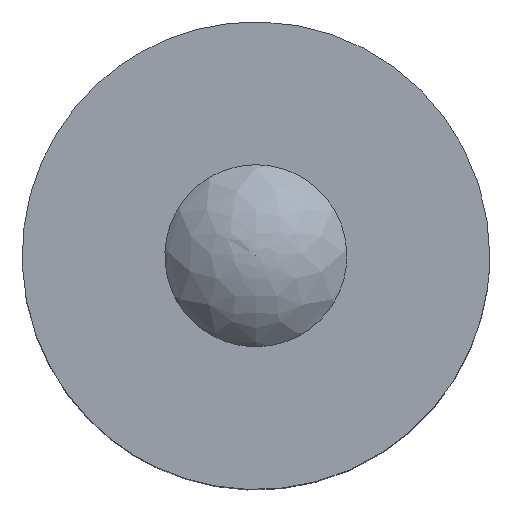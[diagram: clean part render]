
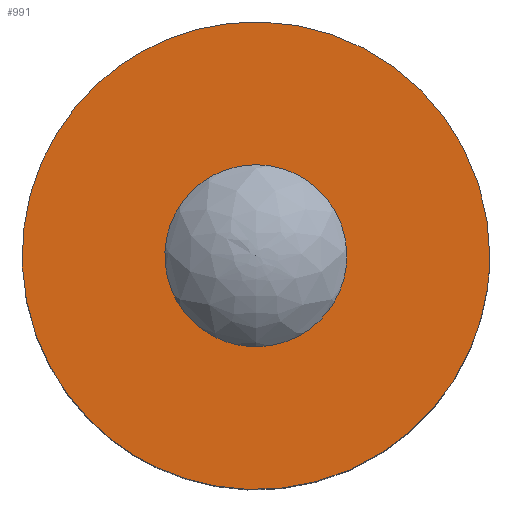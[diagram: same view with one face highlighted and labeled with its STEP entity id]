
A CAD part, top view. The second image highlights one B-rep face of the part: STEP entity #991.
In plain terms, the highlighted free-form (B-spline) face has degree [1, 1] with [2, 2] control points.
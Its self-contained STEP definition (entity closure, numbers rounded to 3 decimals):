
#926 = VERTEX_POINT('',#927);
#927 = CARTESIAN_POINT('',(5.057,-2.06,
    -0.074));
#932 = EDGE_CURVE('',#926,#926,#933,.T.);
#933 = ( BOUNDED_CURVE() B_SPLINE_CURVE(2,(#934,#935,#936,#937,#938,#939
,#940),.UNSPECIFIED.,.T.,.F.) B_SPLINE_CURVE_WITH_KNOTS((1,2,2,2,2,1),(
    -2.094,0.,2.094,4.189,6.283,
8.378),.UNSPECIFIED.) CURVE() GEOMETRIC_REPRESENTATION_ITEM() 
RATIONAL_B_SPLINE_CURVE((1.,0.5,1.,0.5,1.,0.5,1.)) REPRESENTATION_ITEM(
  '') );
#934 = CARTESIAN_POINT('',(5.057,-2.06,
    -0.074));
#935 = CARTESIAN_POINT('',(5.057,5.117,
    -0.074));
#936 = CARTESIAN_POINT('',(-1.159,1.529,
    -0.074));
#937 = CARTESIAN_POINT('',(-7.375,-2.06,
    -0.074));
#938 = CARTESIAN_POINT('',(-1.159,-5.649,
    -0.074));
#939 = CARTESIAN_POINT('',(5.057,-9.238,
    -0.074));
#940 = CARTESIAN_POINT('',(5.057,-2.06,
    -0.074));
#991 = ADVANCED_FACE('',(#992,#1006),#1009,.T.);
#992 = FACE_BOUND('',#993,.T.);
#993 = EDGE_LOOP('',(#994));
#994 = ORIENTED_EDGE('',*,*,#995,.F.);
#995 = EDGE_CURVE('',#996,#996,#998,.T.);
#996 = VERTEX_POINT('',#997);
#997 = CARTESIAN_POINT('',(2.526,-2.06,
    -0.074));
#998 = ( BOUNDED_CURVE() B_SPLINE_CURVE(2,(#999,#1000,#1001,#1002,#1003,
#1004,#1005),.UNSPECIFIED.,.T.,.F.) B_SPLINE_CURVE_WITH_KNOTS((1,2,2,2,2
    ,1),(-2.094,0.,2.094,4.189,6.283,
8.378),.UNSPECIFIED.) CURVE() GEOMETRIC_REPRESENTATION_ITEM() 
RATIONAL_B_SPLINE_CURVE((1.,0.5,1.,0.5,1.,0.5,1.)) REPRESENTATION_ITEM(
  '') );
#999 = CARTESIAN_POINT('',(2.526,-2.06,
    -0.074));
#1000 = CARTESIAN_POINT('',(2.526,0.734,
    -0.074));
#1001 = CARTESIAN_POINT('',(0.107,-0.663,
    -0.074));
#1002 = CARTESIAN_POINT('',(-2.313,-2.06,
    -0.074));
#1003 = CARTESIAN_POINT('',(0.107,-3.457,
    -0.074));
#1004 = CARTESIAN_POINT('',(2.526,-4.854,
    -0.074));
#1005 = CARTESIAN_POINT('',(2.526,-2.06,
    -0.074));
#1006 = FACE_BOUND('',#1007,.T.);
#1007 = EDGE_LOOP('',(#1008));
#1008 = ORIENTED_EDGE('',*,*,#932,.T.);
#1009 = B_SPLINE_SURFACE_WITH_KNOTS('',1,1,(
    (#1010,#1011)
    ,(#1012,#1013
    )),.UNSPECIFIED.,.F.,.F.,.F.,(2,2),(2,2),(-3.,3.),(-3.,3.),
  .PIECEWISE_BEZIER_KNOTS.);
#1010 = CARTESIAN_POINT('',(-3.231,-6.204,
    -0.074));
#1011 = CARTESIAN_POINT('',(-3.231,2.084,
    -0.074));
#1012 = CARTESIAN_POINT('',(5.057,-6.204,
    -0.074));
#1013 = CARTESIAN_POINT('',(5.057,2.084,
    -0.074));
